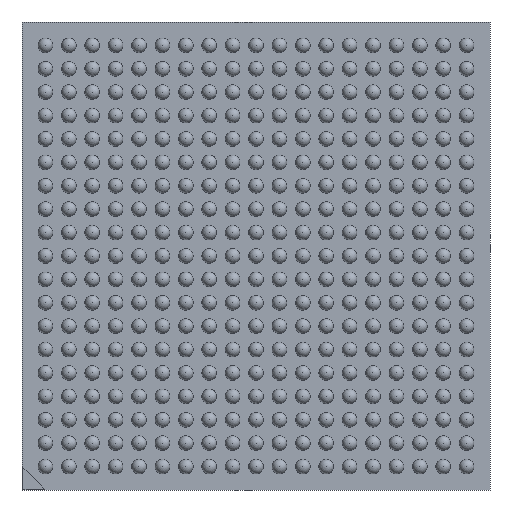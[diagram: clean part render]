
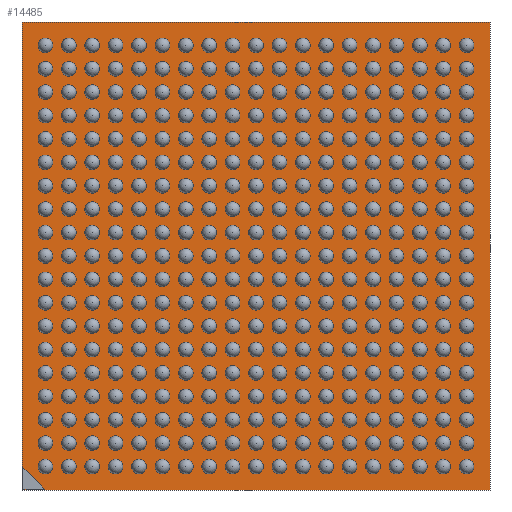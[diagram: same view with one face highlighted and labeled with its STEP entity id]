
A CAD part, front view. The second image highlights one B-rep face of the part: STEP entity #14485.
In plain terms, the highlighted planar face has unit normal (0, -1, 0).
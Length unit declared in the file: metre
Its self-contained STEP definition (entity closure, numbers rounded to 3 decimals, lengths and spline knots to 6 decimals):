
#3670=ORIENTED_EDGE('',*,*,#5954,.F.);
#3671=ORIENTED_EDGE('',*,*,#5956,.F.);
#3672=ORIENTED_EDGE('',*,*,#5951,.F.);
#3673=ORIENTED_EDGE('',*,*,#5967,.F.);
#3674=ORIENTED_EDGE('',*,*,#5957,.F.);
#3675=ORIENTED_EDGE('',*,*,#5961,.F.);
#3676=ORIENTED_EDGE('',*,*,#5964,.F.);
#5951=EDGE_CURVE('',#11760,#11761,#7213,.T.);
#5954=EDGE_CURVE('',#11762,#11760,#7216,.T.);
#5956=EDGE_CURVE('',#11761,#11762,#7218,.T.);
#5957=EDGE_CURVE('',#11763,#11764,#7219,.T.);
#5961=EDGE_CURVE('',#11767,#11763,#7223,.T.);
#5964=EDGE_CURVE('',#11769,#11767,#7226,.T.);
#5967=EDGE_CURVE('',#11764,#11769,#7229,.T.);
#7213=LINE('',#38892,#8475);
#7216=LINE('',#38898,#8478);
#7218=LINE('',#38902,#8480);
#7219=LINE('',#38904,#8481);
#7223=LINE('',#38913,#8485);
#7226=LINE('',#38919,#8488);
#7229=LINE('',#38925,#8491);
#8475=VECTOR('',#23141,1.);
#8478=VECTOR('',#23146,1.);
#8480=VECTOR('',#23150,1.);
#8481=VECTOR('',#23153,1.);
#8485=VECTOR('',#23159,1.);
#8488=VECTOR('',#23164,1.);
#8491=VECTOR('',#23169,1.);
#9115=EDGE_LOOP('',(#3670,#3671,#3672));
#9116=EDGE_LOOP('',(#3673,#3674,#3675,#3676));
#9524=PLANE('',#19701);
#11760=VERTEX_POINT('',#38893);
#11761=VERTEX_POINT('',#38894);
#11762=VERTEX_POINT('',#38899);
#11763=VERTEX_POINT('',#38905);
#11764=VERTEX_POINT('',#38906);
#11767=VERTEX_POINT('',#38914);
#11769=VERTEX_POINT('',#38920);
#13115=FACE_BOUND('',#9115,.T.);
#13116=FACE_BOUND('',#9116,.T.);
#14485=ADVANCED_FACE('',(#13115,#13116),#9524,.T.);
#19701=AXIS2_PLACEMENT_3D('',#38927,#23171,#23172);
#23141=DIRECTION('',(0.,0.,-1.));
#23146=DIRECTION('',(-0.707,0.,0.707));
#23150=DIRECTION('',(1.,0.,0.));
#23153=DIRECTION('',(1.,0.,0.));
#23159=DIRECTION('',(0.,0.,1.));
#23164=DIRECTION('',(-1.,0.,0.));
#23169=DIRECTION('',(0.,0.,-1.));
#23171=DIRECTION('',(0.,-1.,0.));
#23172=DIRECTION('',(0.,0.,-1.));
#38892=CARTESIAN_POINT('',(-0.00797,0.,-0.00797));
#38893=CARTESIAN_POINT('',(-0.00797,0.,-0.00722));
#38894=CARTESIAN_POINT('',(-0.00797,0.,-0.00797));
#38898=CARTESIAN_POINT('',(-0.00797,0.,-0.00722));
#38899=CARTESIAN_POINT('',(-0.00722,0.,-0.00797));
#38902=CARTESIAN_POINT('',(-0.00722,0.,-0.00797));
#38904=CARTESIAN_POINT('',(-0.008,0.,0.008));
#38905=CARTESIAN_POINT('',(-0.008,0.,0.008));
#38906=CARTESIAN_POINT('',(0.008,0.,0.008));
#38913=CARTESIAN_POINT('',(-0.008,0.,0.008));
#38914=CARTESIAN_POINT('',(-0.008,0.,-0.008));
#38919=CARTESIAN_POINT('',(-0.008,0.,-0.008));
#38920=CARTESIAN_POINT('',(0.008,0.,-0.008));
#38925=CARTESIAN_POINT('',(0.008,0.,0.008));
#38927=CARTESIAN_POINT('',(0.,0.,0.));
